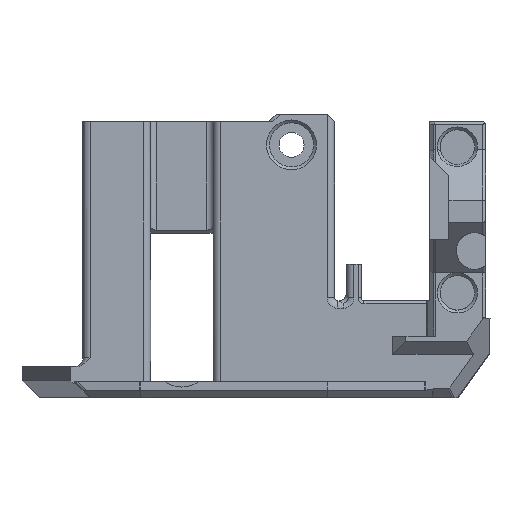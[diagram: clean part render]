
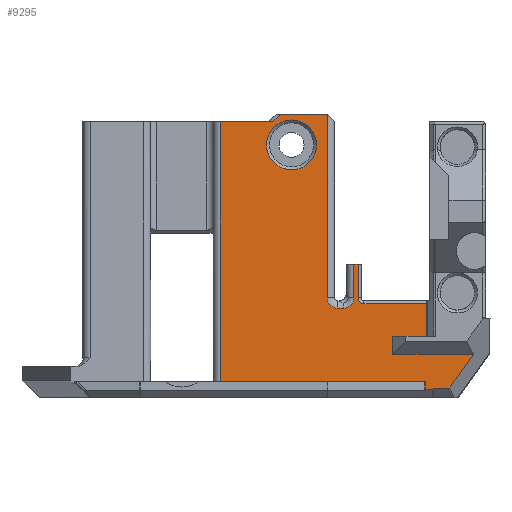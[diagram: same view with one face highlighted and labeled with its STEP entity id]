
A CAD part, left-side view. The second image highlights one B-rep face of the part: STEP entity #9295.
In plain terms, the highlighted planar face has unit normal (-1, 0, 0).
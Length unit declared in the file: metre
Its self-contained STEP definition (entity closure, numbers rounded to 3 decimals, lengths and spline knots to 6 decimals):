
#49=ELLIPSE('',#9855,0.000567,0.0004);
#50=ELLIPSE('',#9856,0.000602,0.0004);
#687=LINE('',#13746,#1579);
#697=LINE('',#13768,#1589);
#700=LINE('',#13776,#1592);
#701=LINE('',#13781,#1593);
#702=LINE('',#13785,#1594);
#703=LINE('',#13786,#1595);
#704=LINE('',#13787,#1596);
#705=LINE('',#13789,#1597);
#706=LINE('',#13793,#1598);
#707=LINE('',#13795,#1599);
#708=LINE('',#13797,#1600);
#709=LINE('',#13801,#1601);
#710=LINE('',#13805,#1602);
#711=LINE('',#13807,#1603);
#712=LINE('',#13809,#1604);
#713=LINE('',#13811,#1605);
#714=LINE('',#13813,#1606);
#715=LINE('',#13815,#1607);
#716=LINE('',#13817,#1608);
#1579=VECTOR('',#10889,1.);
#1589=VECTOR('',#10905,1.);
#1592=VECTOR('',#10912,1.);
#1593=VECTOR('',#10915,1.);
#1594=VECTOR('',#10918,1.);
#1595=VECTOR('',#10919,1.);
#1596=VECTOR('',#10920,1.);
#1597=VECTOR('',#10921,1.);
#1598=VECTOR('',#10924,1.);
#1599=VECTOR('',#10925,1.);
#1600=VECTOR('',#10926,1.);
#1601=VECTOR('',#10929,1.);
#1602=VECTOR('',#10932,1.);
#1603=VECTOR('',#10933,1.);
#1604=VECTOR('',#10934,1.);
#1605=VECTOR('',#10935,1.);
#1606=VECTOR('',#10936,1.);
#1607=VECTOR('',#10937,1.);
#1608=VECTOR('',#10938,1.);
#2562=ORIENTED_EDGE('',*,*,#5388,.F.);
#2563=ORIENTED_EDGE('',*,*,#5389,.T.);
#2564=ORIENTED_EDGE('',*,*,#5390,.F.);
#2565=ORIENTED_EDGE('',*,*,#5391,.F.);
#2566=ORIENTED_EDGE('',*,*,#5392,.F.);
#2567=ORIENTED_EDGE('',*,*,#5393,.F.);
#2568=ORIENTED_EDGE('',*,*,#5385,.F.);
#2569=ORIENTED_EDGE('',*,*,#5394,.F.);
#2570=ORIENTED_EDGE('',*,*,#5374,.F.);
#2571=ORIENTED_EDGE('',*,*,#5395,.F.);
#2572=ORIENTED_EDGE('',*,*,#5396,.F.);
#2573=ORIENTED_EDGE('',*,*,#5397,.F.);
#2574=ORIENTED_EDGE('',*,*,#5398,.F.);
#2575=ORIENTED_EDGE('',*,*,#5399,.T.);
#2576=ORIENTED_EDGE('',*,*,#5400,.F.);
#2577=ORIENTED_EDGE('',*,*,#5401,.F.);
#2578=ORIENTED_EDGE('',*,*,#5402,.F.);
#2579=ORIENTED_EDGE('',*,*,#5403,.F.);
#2580=ORIENTED_EDGE('',*,*,#5404,.F.);
#2581=ORIENTED_EDGE('',*,*,#5405,.F.);
#2582=ORIENTED_EDGE('',*,*,#5406,.T.);
#2583=ORIENTED_EDGE('',*,*,#5407,.T.);
#2584=ORIENTED_EDGE('',*,*,#5408,.F.);
#2585=ORIENTED_EDGE('',*,*,#5409,.F.);
#2586=ORIENTED_EDGE('',*,*,#5410,.F.);
#5374=EDGE_CURVE('',#6784,#6785,#687,.T.);
#5385=EDGE_CURVE('',#6794,#6795,#697,.T.);
#5388=EDGE_CURVE('',#6796,#6796,#7616,.T.);
#5389=EDGE_CURVE('',#6797,#6798,#700,.T.);
#5390=EDGE_CURVE('',#6799,#6798,#49,.T.);
#5391=EDGE_CURVE('',#6800,#6799,#701,.T.);
#5392=EDGE_CURVE('',#6801,#6800,#50,.T.);
#5393=EDGE_CURVE('',#6795,#6801,#702,.T.);
#5394=EDGE_CURVE('',#6785,#6794,#703,.T.);
#5395=EDGE_CURVE('',#6802,#6784,#704,.T.);
#5396=EDGE_CURVE('',#6803,#6802,#705,.T.);
#5397=EDGE_CURVE('',#6804,#6803,#7617,.T.);
#5398=EDGE_CURVE('',#6805,#6804,#706,.T.);
#5399=EDGE_CURVE('',#6805,#6806,#707,.T.);
#5400=EDGE_CURVE('',#6807,#6806,#708,.T.);
#5401=EDGE_CURVE('',#6808,#6807,#7618,.T.);
#5402=EDGE_CURVE('',#6809,#6808,#709,.T.);
#5403=EDGE_CURVE('',#6810,#6809,#7619,.T.);
#5404=EDGE_CURVE('',#6811,#6810,#710,.T.);
#5405=EDGE_CURVE('',#6812,#6811,#711,.T.);
#5406=EDGE_CURVE('',#6812,#6813,#712,.T.);
#5407=EDGE_CURVE('',#6813,#6814,#713,.T.);
#5408=EDGE_CURVE('',#6815,#6814,#714,.T.);
#5409=EDGE_CURVE('',#6816,#6815,#715,.T.);
#5410=EDGE_CURVE('',#6797,#6816,#716,.T.);
#6784=VERTEX_POINT('',#13745);
#6785=VERTEX_POINT('',#13747);
#6794=VERTEX_POINT('',#13769);
#6795=VERTEX_POINT('',#13770);
#6796=VERTEX_POINT('',#13775);
#6797=VERTEX_POINT('',#13777);
#6798=VERTEX_POINT('',#13778);
#6799=VERTEX_POINT('',#13780);
#6800=VERTEX_POINT('',#13782);
#6801=VERTEX_POINT('',#13784);
#6802=VERTEX_POINT('',#13788);
#6803=VERTEX_POINT('',#13790);
#6804=VERTEX_POINT('',#13792);
#6805=VERTEX_POINT('',#13794);
#6806=VERTEX_POINT('',#13796);
#6807=VERTEX_POINT('',#13798);
#6808=VERTEX_POINT('',#13800);
#6809=VERTEX_POINT('',#13802);
#6810=VERTEX_POINT('',#13804);
#6811=VERTEX_POINT('',#13806);
#6812=VERTEX_POINT('',#13808);
#6813=VERTEX_POINT('',#13810);
#6814=VERTEX_POINT('',#13812);
#6815=VERTEX_POINT('',#13814);
#6816=VERTEX_POINT('',#13816);
#7616=CIRCLE('',#9854,0.0034);
#7617=CIRCLE('',#9857,0.0008);
#7618=CIRCLE('',#9858,0.0014);
#7619=CIRCLE('',#9859,0.0014);
#7862=EDGE_LOOP('',(#2562));
#7863=EDGE_LOOP('',(#2563,#2564,#2565,#2566,#2567,#2568,#2569,#2570,#2571,
#2572,#2573,#2574,#2575,#2576,#2577,#2578,#2579,#2580,#2581,#2582,#2583,
#2584,#2585,#2586));
#8437=FACE_BOUND('',#7862,.T.);
#8438=FACE_BOUND('',#7863,.T.);
#9007=PLANE('',#9853);
#9295=ADVANCED_FACE('',(#8437,#8438),#9007,.T.);
#9853=AXIS2_PLACEMENT_3D('',#13773,#10908,#10909);
#9854=AXIS2_PLACEMENT_3D('',#13774,#10910,#10911);
#9855=AXIS2_PLACEMENT_3D('',#13779,#10913,#10914);
#9856=AXIS2_PLACEMENT_3D('',#13783,#10916,#10917);
#9857=AXIS2_PLACEMENT_3D('',#13791,#10922,#10923);
#9858=AXIS2_PLACEMENT_3D('',#13799,#10927,#10928);
#9859=AXIS2_PLACEMENT_3D('',#13803,#10930,#10931);
#10889=DIRECTION('',(0.,1.,0.));
#10905=DIRECTION('',(0.,-1.,0.));
#10908=DIRECTION('',(-1.,0.,0.));
#10909=DIRECTION('',(0.,-1.,0.));
#10910=DIRECTION('',(-1.,0.,0.));
#10911=DIRECTION('',(0.,-1.,0.));
#10912=DIRECTION('',(0.,-0.984,0.176));
#10913=DIRECTION('',(-1.,0.,0.));
#10914=DIRECTION('',(0.,0.09,-0.996));
#10915=DIRECTION('',(0.,1.,0.));
#10916=DIRECTION('',(1.,0.,0.));
#10917=DIRECTION('',(0.,0.458,0.889));
#10918=DIRECTION('',(0.,0.581,-0.814));
#10919=DIRECTION('',(0.,0.,-1.));
#10920=DIRECTION('',(0.,0.,-1.));
#10921=DIRECTION('',(0.,-1.,0.));
#10922=DIRECTION('',(-1.,0.,0.));
#10923=DIRECTION('',(0.,-1.,0.));
#10924=DIRECTION('',(0.,0.,-1.));
#10925=DIRECTION('',(0.,1.,0.));
#10926=DIRECTION('',(0.,0.,1.));
#10927=DIRECTION('',(-1.,0.,0.));
#10928=DIRECTION('',(0.,1.,0.));
#10929=DIRECTION('',(0.,-1.,0.));
#10930=DIRECTION('',(-1.,0.,0.));
#10931=DIRECTION('',(0.,1.,0.));
#10932=DIRECTION('',(0.,0.,-1.));
#10933=DIRECTION('',(0.,-1.,0.));
#10934=DIRECTION('',(0.,0.707,-0.707));
#10935=DIRECTION('',(0.,1.,0.));
#10936=DIRECTION('',(0.,0.,1.));
#10937=DIRECTION('',(0.,1.,0.));
#10938=DIRECTION('',(0.,0.,1.));
#13745=CARTESIAN_POINT('',(-0.431684,-0.017035,0.0084));
#13746=CARTESIAN_POINT('',(-0.431684,-0.012279,0.0084));
#13747=CARTESIAN_POINT('',(-0.431684,-0.012379,0.0084));
#13768=CARTESIAN_POINT('',(-0.431684,-0.018359,0.0059));
#13769=CARTESIAN_POINT('',(-0.431684,-0.012379,0.0059));
#13770=CARTESIAN_POINT('',(-0.431684,-0.023395,0.0059));
#13773=CARTESIAN_POINT('',(-0.431684,0.029879,0.0032));
#13774=CARTESIAN_POINT('',(-0.431684,0.00142,0.034464));
#13775=CARTESIAN_POINT('',(-0.431684,-0.00198,0.034464));
#13776=CARTESIAN_POINT('',(-0.431684,0.028044,-0.007036));
#13777=CARTESIAN_POINT('',(-0.431684,-0.01682,0.001006));
#13778=CARTESIAN_POINT('',(-0.431684,-0.017874,0.001195));
#13779=CARTESIAN_POINT('',(-0.431684,-0.017899,0.000634));
#13780=CARTESIAN_POINT('',(-0.431684,-0.017925,0.0012));
#13781=CARTESIAN_POINT('',(-0.431684,0.020768,0.0012));
#13782=CARTESIAN_POINT('',(-0.431684,-0.019892,0.0012));
#13783=CARTESIAN_POINT('',(-0.431684,-0.019747,0.001766));
#13784=CARTESIAN_POINT('',(-0.431684,-0.020122,0.001318));
#13785=CARTESIAN_POINT('',(-0.431684,-0.020427,0.001745));
#13786=CARTESIAN_POINT('',(-0.431684,-0.012379,0.0045));
#13787=CARTESIAN_POINT('',(-0.431684,-0.017035,0.019315));
#13788=CARTESIAN_POINT('',(-0.431684,-0.017035,0.0128));
#13789=CARTESIAN_POINT('',(-0.431684,0.007188,0.0128));
#13790=CARTESIAN_POINT('',(-0.431684,-0.008454,0.0128));
#13791=CARTESIAN_POINT('',(-0.431684,-0.008454,0.0136));
#13792=CARTESIAN_POINT('',(-0.431684,-0.007654,0.0136));
#13793=CARTESIAN_POINT('',(-0.431684,-0.007654,0.0082));
#13794=CARTESIAN_POINT('',(-0.431684,-0.007654,0.0182));
#13795=CARTESIAN_POINT('',(-0.431684,0.029879,0.0182));
#13796=CARTESIAN_POINT('',(-0.431684,-0.007054,0.0182));
#13797=CARTESIAN_POINT('',(-0.431684,-0.007054,0.0052));
#13798=CARTESIAN_POINT('',(-0.431684,-0.007054,0.0136));
#13799=CARTESIAN_POINT('',(-0.431684,-0.005654,0.0136));
#13800=CARTESIAN_POINT('',(-0.431684,-0.005654,0.0122));
#13801=CARTESIAN_POINT('',(-0.431684,0.007188,0.0122));
#13802=CARTESIAN_POINT('',(-0.431684,-0.004846,0.0122));
#13803=CARTESIAN_POINT('',(-0.431684,-0.004846,0.0136));
#13804=CARTESIAN_POINT('',(-0.431684,-0.003446,0.0136));
#13805=CARTESIAN_POINT('',(-0.431684,-0.003446,0.014308));
#13806=CARTESIAN_POINT('',(-0.431684,-0.003446,0.03863));
#13807=CARTESIAN_POINT('',(-0.431684,0.00867,0.03863));
#13808=CARTESIAN_POINT('',(-0.431684,0.002963,0.03863));
#13809=CARTESIAN_POINT('',(-0.431684,0.018941,0.022652));
#13810=CARTESIAN_POINT('',(-0.431684,0.003965,0.03763));
#13811=CARTESIAN_POINT('',(-0.431684,0.029879,0.03763));
#13812=CARTESIAN_POINT('',(-0.431684,0.011129,0.03763));
#13813=CARTESIAN_POINT('',(-0.431684,0.011129,0.020415));
#13814=CARTESIAN_POINT('',(-0.431684,0.011129,0.0022));
#13815=CARTESIAN_POINT('',(-0.431684,0.00867,0.0022));
#13816=CARTESIAN_POINT('',(-0.431684,-0.01682,0.0022));
#13817=CARTESIAN_POINT('',(-0.431684,-0.01682,0.0024));
